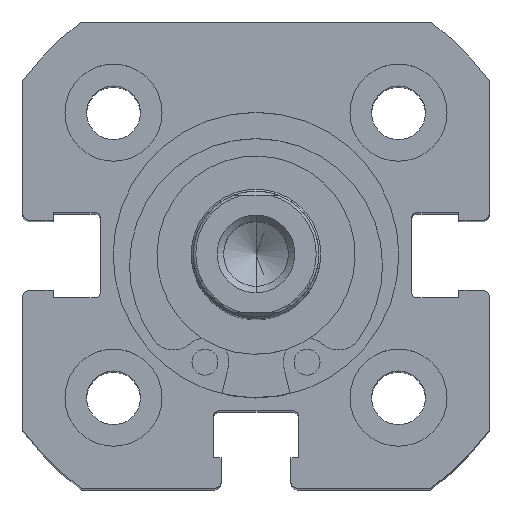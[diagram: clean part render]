
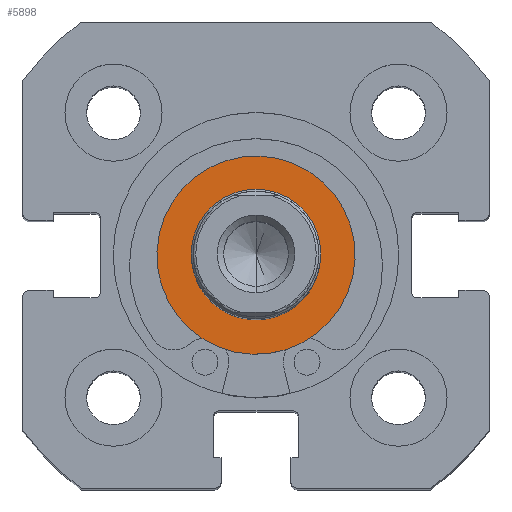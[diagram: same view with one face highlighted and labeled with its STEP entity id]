
A CAD part, top view. The second image highlights one B-rep face of the part: STEP entity #5898.
In plain terms, the highlighted face is planar.
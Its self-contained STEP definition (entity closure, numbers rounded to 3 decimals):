
#4 = CIRCLE ( 'NONE', #1273, 5. ) ;
#7 = CIRCLE ( 'NONE', #1267, 7.65 ) ;
#72 = ORIENTED_EDGE ( 'NONE', *, *, #5695, .T. ) ;
#73 = ORIENTED_EDGE ( 'NONE', *, *, #5697, .F. ) ;
#107 = ORIENTED_EDGE ( 'NONE', *, *, #5677, .F. ) ;
#188 = ORIENTED_EDGE ( 'NONE', *, *, #5661, .T. ) ;
#193 = EDGE_LOOP ( 'NONE', ( #73, #107 ) ) ;
#197 = EDGE_LOOP ( 'NONE', ( #188, #72 ) ) ;
#1244 = AXIS2_PLACEMENT_3D ( 'NONE', #1749, #1757, #1758 ) ;
#1255 = AXIS2_PLACEMENT_3D ( 'NONE', #1801, #1802, #1803 ) ;
#1267 = AXIS2_PLACEMENT_3D ( 'NONE', #1847, #1849, #1850 ) ;
#1273 = AXIS2_PLACEMENT_3D ( 'NONE', #1848, #1855, #1856 ) ;
#1404 = AXIS2_PLACEMENT_3D ( 'NONE', #2379, #2381, #2382 ) ;
#1641 = CIRCLE ( 'NONE', #1255, 5. ) ;
#1670 = CIRCLE ( 'NONE', #1244, 7.65 ) ;
#1749 = CARTESIAN_POINT ( 'NONE',  ( 0., 0., 0. ) ) ;
#1757 = DIRECTION ( 'NONE',  ( -1., 0., 0. ) ) ;
#1758 = DIRECTION ( 'NONE',  ( 0., 0., 1. ) ) ;
#1801 = CARTESIAN_POINT ( 'NONE',  ( 0., 0., 0. ) ) ;
#1802 = DIRECTION ( 'NONE',  ( -1., 0., 0. ) ) ;
#1803 = DIRECTION ( 'NONE',  ( 0., 0., 1. ) ) ;
#1847 = CARTESIAN_POINT ( 'NONE',  ( 0., 0., 0. ) ) ;
#1848 = CARTESIAN_POINT ( 'NONE',  ( 0., 0., 0. ) ) ;
#1849 = DIRECTION ( 'NONE',  ( -1., 0., 0. ) ) ;
#1850 = DIRECTION ( 'NONE',  ( 0., 0., 1. ) ) ;
#1855 = DIRECTION ( 'NONE',  ( -1., 0., 0. ) ) ;
#1856 = DIRECTION ( 'NONE',  ( 0., 0., 1. ) ) ;
#2379 = CARTESIAN_POINT ( 'NONE',  ( 0., 7.65, 0. ) ) ;
#2380 = PLANE ( 'NONE',  #1404 ) ;
#2381 = DIRECTION ( 'NONE',  ( 1., 0., 0. ) ) ;
#2382 = DIRECTION ( 'NONE',  ( 0., 0., -1. ) ) ;
#3407 = VERTEX_POINT ( 'NONE', #3855 ) ;
#3430 = VERTEX_POINT ( 'NONE', #3878 ) ;
#3445 = VERTEX_POINT ( 'NONE', #3893 ) ;
#3469 = VERTEX_POINT ( 'NONE', #3917 ) ;
#3855 = CARTESIAN_POINT ( 'NONE',  ( 0., 0., -5. ) ) ;
#3878 = CARTESIAN_POINT ( 'NONE',  ( 0., 0., 5. ) ) ;
#3893 = CARTESIAN_POINT ( 'NONE',  ( 0., 0., 7.65 ) ) ;
#3917 = CARTESIAN_POINT ( 'NONE',  ( 0., 0., -7.65 ) ) ;
#4866 = FACE_BOUND ( 'NONE', #193, .T. ) ;
#4872 = FACE_OUTER_BOUND ( 'NONE', #197, .T. ) ;
#5661 = EDGE_CURVE ( 'NONE', #3445, #3469, #1670, .T. ) ;
#5677 = EDGE_CURVE ( 'NONE', #3407, #3430, #1641, .T. ) ;
#5695 = EDGE_CURVE ( 'NONE', #3469, #3445, #7, .T. ) ;
#5697 = EDGE_CURVE ( 'NONE', #3430, #3407, #4, .T. ) ;
#5898 = ADVANCED_FACE ( 'NONE', ( #4866, #4872 ), #2380, .F. ) ;
